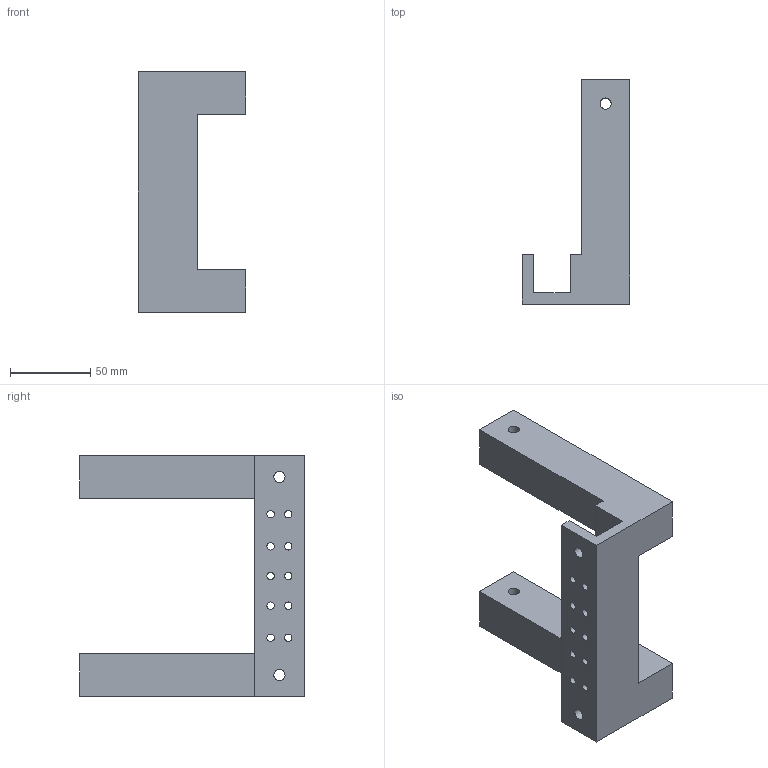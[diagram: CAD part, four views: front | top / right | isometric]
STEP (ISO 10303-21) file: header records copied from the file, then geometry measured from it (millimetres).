
FILE_DESCRIPTION(('STEP AP203'), '1');
FILE_NAME('ouytyre', '', ('UNSPECIFIED'), ('UNSPECIFIED'), 'C3D Converter', 'C3D Toolkit', '');
FILE_SCHEMA(('CONFIG_CONTROL_DESIGN'));
Length unit declared in the file: millimetre
Bounding box: 67 x 140 x 150 mm (x, y, z)
Volume: 304097 mm3; surface area: 64321.4 mm2
Topology: 1 solids, 1 shells, 44 faces, 124 edges, 82 vertices
Faces by surface type: cylinder 26, plane 18
Full cylindrical faces by diameter (mm): 4.6 x20, 7 x6
Entity records: 1458 total; most frequent: DIRECTION 240, CARTESIAN_POINT 225, ORIENTED_EDGE 196, EDGE_LOOP 122, EDGE_CURVE 98, AXIS2_PLACEMENT_3D 97, VERTEX_POINT 82, FACE_BOUND 70
